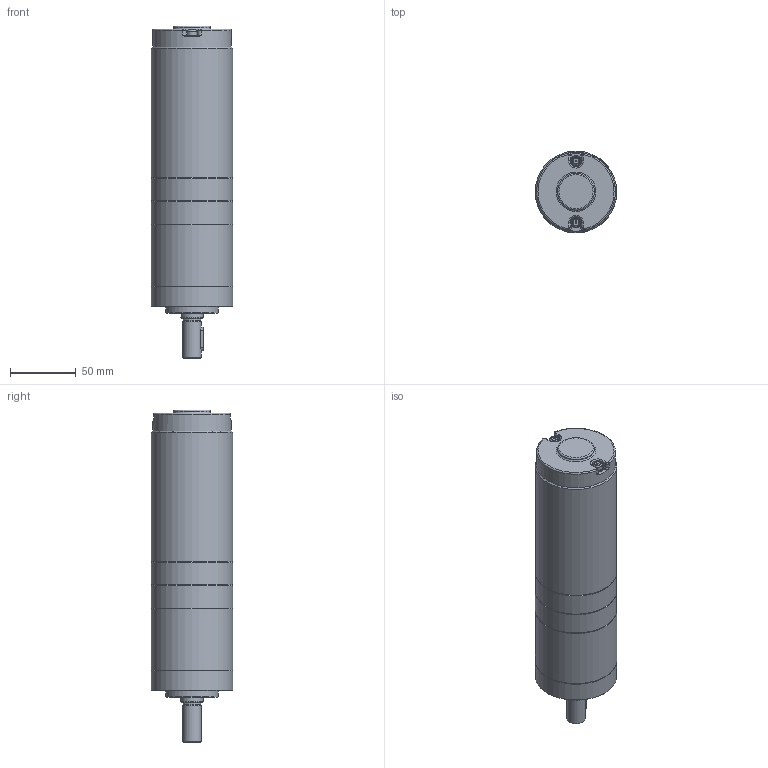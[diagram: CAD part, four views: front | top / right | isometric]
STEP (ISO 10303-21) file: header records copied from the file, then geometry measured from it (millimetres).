
FILE_DESCRIPTION(/* description */ ('Unknown'),/* implementation_level */ '2;1');
FILE_NAME(/* name */ 'PD62133A-THREE-STAGE-202 mm',/* time_stamp */ '2022-11-07T15:46:49+01:00',/* author */ ('Unknown'),/* organization */ ('Unknown'),/* preprocessor_version */ 'ST-DEVELOPER v18.1',/* originating_system */ 'Solid Edge',/* authorisation */ 'Unknown');
FILE_SCHEMA (('AUTOMOTIVE_DESIGN {1 0 10303 214 3 1 1}'));
Length unit declared in the file: millimetre
Products named in the file (1): PD62133A-THREE-STAGE-202 mm
Bounding box: 62 x 62 x 252.8 mm (x, y, z)
Volume: 645728.9 mm3; surface area: 52330.8 mm2
Topology: 1 solids, 1 shells, 211 faces, 492 edges, 304 vertices
Faces by surface type: plane 98, cylinder 61, cone 24, torus 21, bspline 7
Full cylindrical faces by diameter (mm): 1.6 x2, 4.2 x5, 6 x2, 7 x2, 8 x2, 8.5 x4, 9 x4, 13.4 x1, 14 x1, 17 x1, 28 x1, 35 x1, 40 x1, 60 x1, 62 x5
Entity records: 5929 total; most frequent: CARTESIAN_POINT 1397, DIRECTION 958, ORIENTED_EDGE 820, EDGE_CURVE 410, AXIS2_PLACEMENT_3D 370, FACE_BOUND 301, EDGE_LOOP 296, VERTEX_POINT 291
